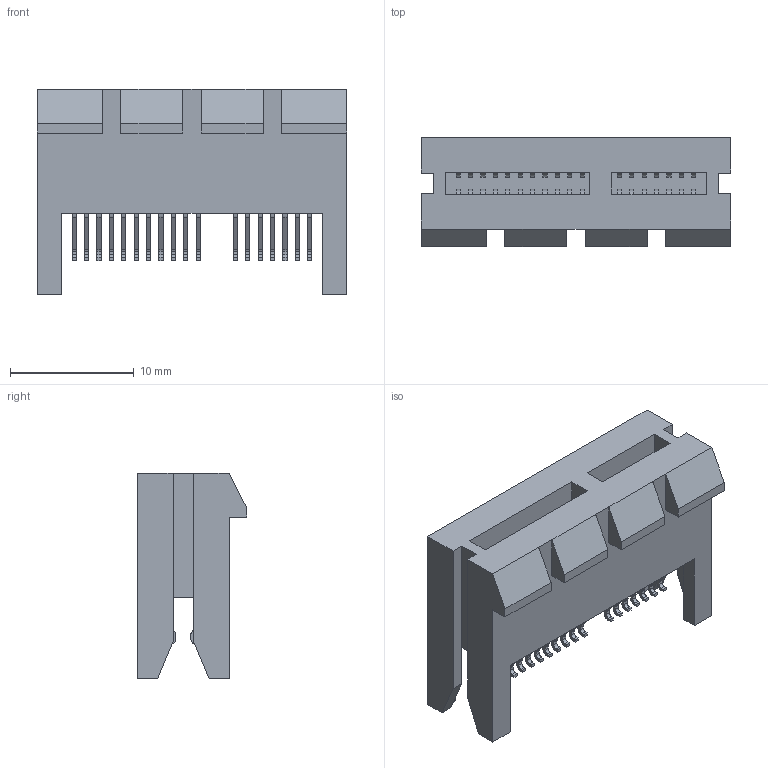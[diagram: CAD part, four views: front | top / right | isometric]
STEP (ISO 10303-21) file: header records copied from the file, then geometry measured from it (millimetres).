
FILE_DESCRIPTION(/* description */ (''),/* implementation_level */ '2;1');
FILE_NAME(/* name */ '5-1734857-1.step',/* time_stamp */ '2024-06-25T21:05:27-05:00',/* author */ (''),/* organization */ (''),/* preprocessor_version */ 'ST-DEVELOPER v20',/* originating_system */ 'Autodesk Translation Framework v13.14.0.145',/* authorisation */ '');
FILE_SCHEMA (('AUTOMOTIVE_DESIGN { 1 0 10303 214 3 1 1 }'));
Length unit declared in the file: millimetre
Products named in the file (1): 5-1734857-1--3DModel-STEP-1
Bounding box: 25 x 8.8 x 16.6 mm (x, y, z)
Volume: 1742.8 mm3; surface area: 1945.5 mm2
Topology: 1 solids, 1 shells, 710 faces, 1892 edges, 1258 vertices
Faces by surface type: plane 458, cylinder 252
Entity records: 22133 total; most frequent: CARTESIAN_POINT 3861, DIRECTION 3818, ORIENTED_EDGE 3784, EDGE_CURVE 1892, LINE 1388, VECTOR 1388, VERTEX_POINT 1258, AXIS2_PLACEMENT_3D 1215
